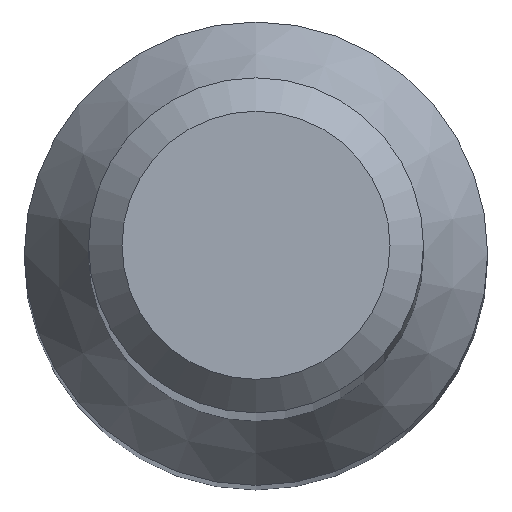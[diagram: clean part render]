
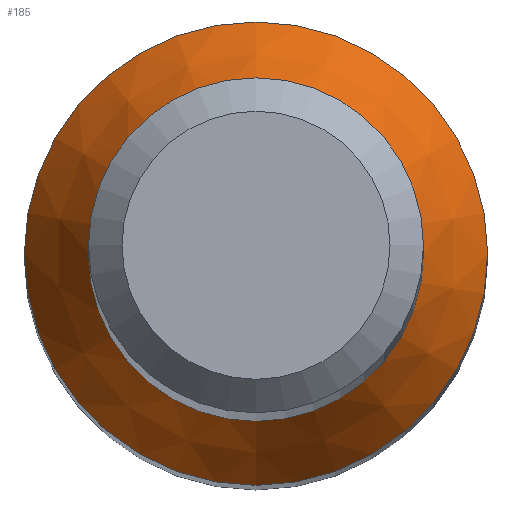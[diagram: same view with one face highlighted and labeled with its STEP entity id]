
A CAD part, top view. The second image highlights one B-rep face of the part: STEP entity #185.
In plain terms, the highlighted conical face has half-angle 30 degrees and reference radius 1.25 mm.
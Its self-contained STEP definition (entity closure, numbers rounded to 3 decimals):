
#10 = EDGE_CURVE ( 'NONE', #97, #97, #227, .T. ) ;
#27 = CIRCLE ( 'NONE', #213, 1.729 ) ;
#38 = DIRECTION ( 'NONE',  ( 0., 1., 0. ) ) ;
#46 = AXIS2_PLACEMENT_3D ( 'NONE', #205, #217, #38 ) ;
#51 = DIRECTION ( 'NONE',  ( 0., 0., -1. ) ) ;
#54 = CARTESIAN_POINT ( 'NONE',  ( 0., 1.729, 20. ) ) ;
#56 = CARTESIAN_POINT ( 'NONE',  ( 0., 0., 20.83 ) ) ;
#84 = AXIS2_PLACEMENT_3D ( 'NONE', #56, #51, #144 ) ;
#97 = VERTEX_POINT ( 'NONE', #198 ) ;
#98 = DIRECTION ( 'NONE',  ( 0., 0., -1. ) ) ;
#117 = EDGE_CURVE ( 'NONE', #187, #187, #27, .T. ) ;
#123 = EDGE_LOOP ( 'NONE', ( #231 ) ) ;
#134 = FACE_OUTER_BOUND ( 'NONE', #123, .T. ) ;
#138 = ORIENTED_EDGE ( 'NONE', *, *, #10, .T. ) ;
#144 = DIRECTION ( 'NONE',  ( 0., 1., 0. ) ) ;
#154 = CONICAL_SURFACE ( 'NONE', #46, 1.25, 0.524 ) ;
#185 = ADVANCED_FACE ( 'NONE', ( #134, #238 ), #154, .T. ) ;
#187 = VERTEX_POINT ( 'NONE', #54 ) ;
#198 = CARTESIAN_POINT ( 'NONE',  ( 0., 1.25, 20.83 ) ) ;
#199 = DIRECTION ( 'NONE',  ( 0., 1., 0. ) ) ;
#205 = CARTESIAN_POINT ( 'NONE',  ( 0., 0., 20.83 ) ) ;
#213 = AXIS2_PLACEMENT_3D ( 'NONE', #234, #98, #199 ) ;
#216 = EDGE_LOOP ( 'NONE', ( #138 ) ) ;
#217 = DIRECTION ( 'NONE',  ( 0., 0., -1. ) ) ;
#227 = CIRCLE ( 'NONE', #84, 1.25 ) ;
#231 = ORIENTED_EDGE ( 'NONE', *, *, #117, .F. ) ;
#234 = CARTESIAN_POINT ( 'NONE',  ( 0., 0., 20. ) ) ;
#238 = FACE_BOUND ( 'NONE', #216, .T. ) ;
